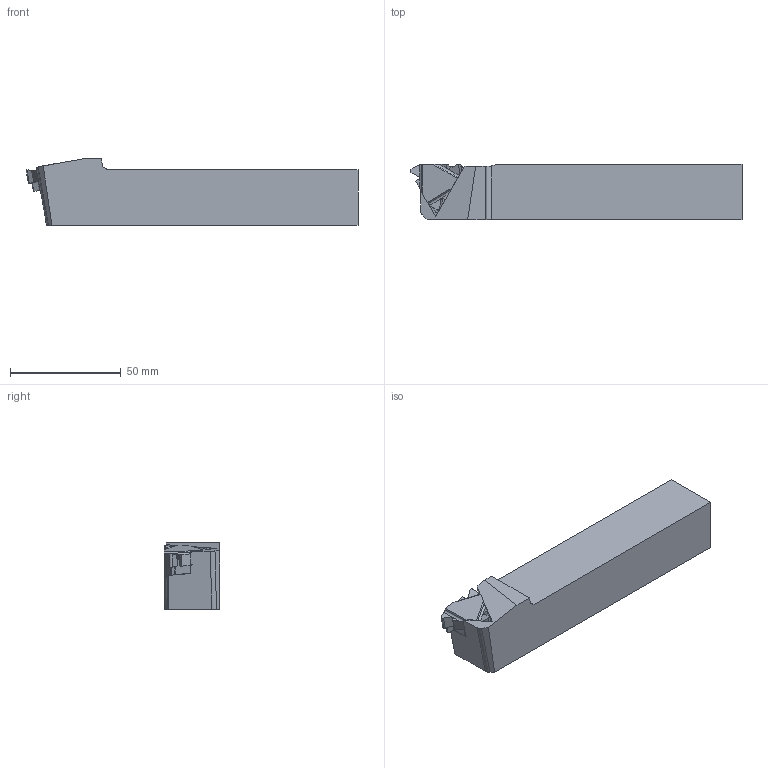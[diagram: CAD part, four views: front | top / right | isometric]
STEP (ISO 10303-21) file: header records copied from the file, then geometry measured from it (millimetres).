
FILE_DESCRIPTION(/* description */ (''),/* implementation_level */ '2;1');
FILE_NAME(/* name */ 'TEL 2525 M27.stp',/* time_stamp */ '2023-10-23T22:29:10+03:00',/* author */ (''),/* organization */ (''),/* preprocessor_version */ 'ST-DEVELOPER v19.4',/* originating_system */ 'SIEMENS PLM Software NX2306.3001',/* authorisation */ '');
FILE_SCHEMA (('AUTOMOTIVE_DESIGN { 1 0 10303 214 3 1 1 1 }'));
Length unit declared in the file: millimetre
Products named in the file (1): TER 2525 M27_objects
Bounding box: 149.9 x 25.07 x 30 mm (x, y, z)
Volume: 90698.9 mm3; surface area: 16873 mm2
Topology: 2 solids, 2 shells, 71 faces, 193 edges, 126 vertices
Faces by surface type: plane 52, cylinder 19
Entity records: 2533 total; most frequent: CARTESIAN_POINT 394, ORIENTED_EDGE 386, DIRECTION 381, EDGE_CURVE 193, LINE 147, VECTOR 147, VERTEX_POINT 126, AXIS2_PLACEMENT_3D 117
